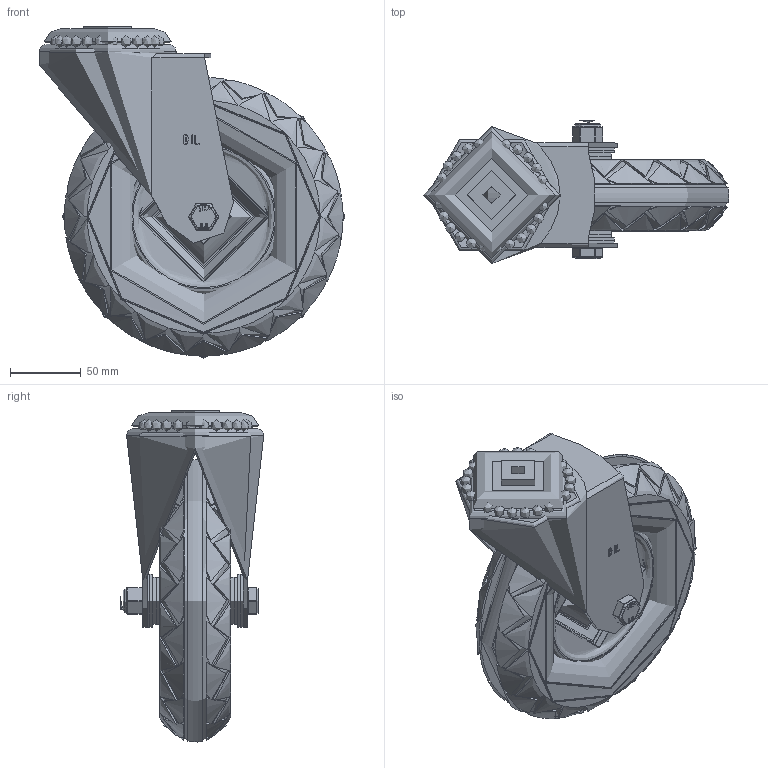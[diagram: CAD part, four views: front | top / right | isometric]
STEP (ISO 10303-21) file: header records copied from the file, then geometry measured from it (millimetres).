
FILE_DESCRIPTION(/* description */ (''),/* implementation_level */ '2;1');
FILE_NAME(/* name */ 'BZPC200MRBBH12.step',/* time_stamp */ '2024-10-29T15:29:38Z',/* author */ (''),/* organization */ (''),/* preprocessor_version */ 'ST-DEVELOPER v20',/* originating_system */ 'Autodesk Translation Framework v13.20.0.188',/* authorisation */ '');
FILE_SCHEMA (('AUTOMOTIVE_DESIGN { 1 0 10303 214 3 1 1 }'));
Length unit declared in the file: millimetre
Products named in the file (42): BZPC200MRBBH12; BZMM200ASBH12 - 68 v1; ZINC PLATED, PRESSED STEEL HEAD; ZINC PLATED, PRESSED STEEL HEAD Geometry; BALL BEARINGS; BALL BEARINGS2; Component2; Component1; ZINC PLATED, PRESSED STEEL FORKS; BZWPMR200202R v1; BZWPMR200202R; PNEUMATIC TYRE ON STEEL RIM; RIM; CAPS; ROLLER BEARING; CAGE; Pattern; Component2 (1); PNEUMATIC TYRE; INNER TUBE; VALVE; CAP; TUBEM20X65X12 v1; ZINC PLATED STEEL TUBE; WP20X40X2 v1; NYLON WASHER; Component1 (1); WP20X40X2 v1 (2); NYLON WASHER (2); Component1 (3); WP20X40X2 v1 (1); NYLON WASHER (1); Component1 (2); WP20X40X2 v1 (3); NYLON WASHER (3); Component1 (4); HEXBOLTM12X90Z8.8 v2; GRADE 8.8 ZINC PLATED BOLT; NYLOCM12Z14MM v1; NYLOC NUT ...
Assembly tree (93 placements, depth 6):
  BZPC200MRBBH12
    BZMM200ASBH12 - 68 v1
      ZINC PLATED, PRESSED STEEL HEAD
        ZINC PLATED, PRESSED STEEL HEAD Geometry
        BALL BEARINGS
          Component1  x25
          BALL BEARINGS2
            Component2  x20
      ZINC PLATED, PRESSED STEEL FORKS
    BZWPMR200202R v1
      BZWPMR200202R
      PNEUMATIC TYRE ON STEEL RIM
        RIM
        CAPS
        ROLLER BEARING
          CAGE
          Pattern
            Component2 (1)  x10
        PNEUMATIC TYRE
        INNER TUBE
        VALVE
        CAP
    TUBEM20X65X12 v1
      ZINC PLATED STEEL TUBE
    WP20X40X2 v1
      NYLON WASHER
        Component1 (1)
    WP20X40X2 v1 (2)
      NYLON WASHER (2)
        Component1 (3)
    WP20X40X2 v1 (1)
      NYLON WASHER (1)
        Component1 (2)
    WP20X40X2 v1 (3)
      NYLON WASHER (3)
        Component1 (4)
    HEXBOLTM12X90Z8.8 v2
      GRADE 8.8 ZINC PLATED BOLT
    NYLOCM12Z14MM v1
      NYLOC NUT
        NUT
        RUBBER
Bounding box: 216.44 x 101.5 x 234.94 mm (x, y, z)
Volume: 1148004.5 mm3; surface area: 394001.1 mm2
Topology: 73 solids, 74 shells, 1050 faces, 2650 edges, 1707 vertices
Faces by surface type: bspline 367, plane 233, cylinder 168, torus 141, cone 76, sphere 65
Full cylindrical faces by diameter (mm): 5 x10, 7 x2, 8 x1, 9 x1, 9.836 x16, 11.834 x16, 12 x3, 12.2 x1, 12.3 x3, 14 x2, 17.75 x1, 18.5 x1, 19.9 x1, 20 x1, 20.5 x2, 21 x4, 24 x1, 29.5 x1, 30 x3, 33.5 x4, 34 x1, 37.5 x5, 39 x1, 51 x1, 58 x1, 63 x1, 91 x1, 97 x1, 107 x2, 109 x2
Entity records: 52912 total; most frequent: CARTESIAN_POINT 30002, ORIENTED_EDGE 4966, DIRECTION 3786, EDGE_CURVE 2483, VERTEX_POINT 1603, AXIS2_PLACEMENT_3D 1467, EDGE_LOOP 1094, FACE_OUTER_BOUND 980
